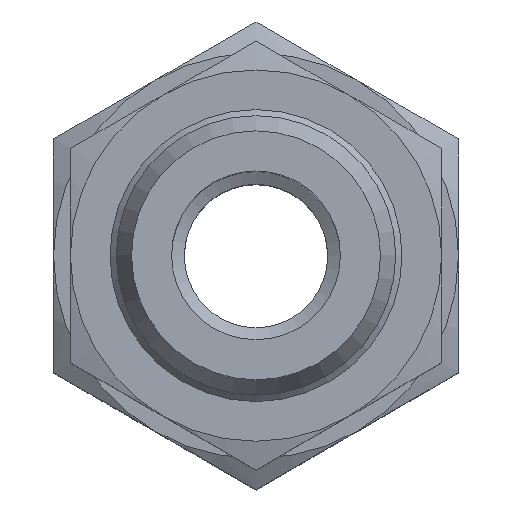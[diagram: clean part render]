
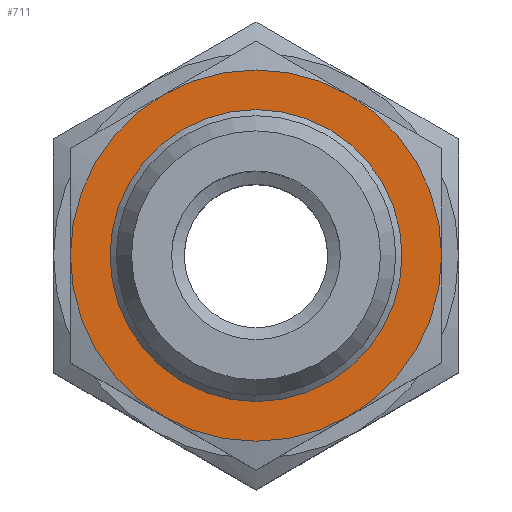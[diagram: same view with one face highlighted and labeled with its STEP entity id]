
A CAD part, top view. The second image highlights one B-rep face of the part: STEP entity #711.
In plain terms, the highlighted planar face has unit normal (0, 0, 1).
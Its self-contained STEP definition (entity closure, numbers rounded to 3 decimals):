
#60=PLANE('',#803);
#154=FACE_BOUND('',#280,.T.);
#206=FACE_OUTER_BOUND('',#279,.T.);
#279=EDGE_LOOP('',(#650,#651,#652,#653,#654,#655));
#280=EDGE_LOOP('',(#656));
#301=CIRCLE('',#749,8.65);
#313=CIRCLE('',#792,11.);
#314=CIRCLE('',#794,11.);
#315=CIRCLE('',#796,11.);
#316=CIRCLE('',#798,11.);
#317=CIRCLE('',#800,11.);
#318=CIRCLE('',#802,11.);
#347=VERTEX_POINT('',#1086);
#370=VERTEX_POINT('',#1219);
#373=VERTEX_POINT('',#1231);
#374=VERTEX_POINT('',#1239);
#376=VERTEX_POINT('',#1249);
#378=VERTEX_POINT('',#1259);
#380=VERTEX_POINT('',#1269);
#409=EDGE_CURVE('',#347,#347,#301,.T.);
#467=EDGE_CURVE('',#370,#374,#313,.T.);
#468=EDGE_CURVE('',#373,#370,#314,.T.);
#469=EDGE_CURVE('',#380,#373,#315,.T.);
#470=EDGE_CURVE('',#374,#376,#316,.T.);
#471=EDGE_CURVE('',#376,#378,#317,.T.);
#472=EDGE_CURVE('',#378,#380,#318,.T.);
#650=ORIENTED_EDGE('',*,*,#469,.F.);
#651=ORIENTED_EDGE('',*,*,#472,.F.);
#652=ORIENTED_EDGE('',*,*,#471,.F.);
#653=ORIENTED_EDGE('',*,*,#470,.F.);
#654=ORIENTED_EDGE('',*,*,#467,.F.);
#655=ORIENTED_EDGE('',*,*,#468,.F.);
#656=ORIENTED_EDGE('',*,*,#409,.F.);
#711=ADVANCED_FACE('',(#206,#154),#60,.F.);
#749=AXIS2_PLACEMENT_3D('',#1087,#876,#877);
#792=AXIS2_PLACEMENT_3D('',#1277,#974,#975);
#794=AXIS2_PLACEMENT_3D('',#1279,#978,#979);
#796=AXIS2_PLACEMENT_3D('',#1281,#982,#983);
#798=AXIS2_PLACEMENT_3D('',#1283,#986,#987);
#800=AXIS2_PLACEMENT_3D('',#1285,#990,#991);
#802=AXIS2_PLACEMENT_3D('',#1287,#994,#995);
#803=AXIS2_PLACEMENT_3D('',#1288,#996,#997);
#876=DIRECTION('center_axis',(0.,0.,1.));
#877=DIRECTION('ref_axis',(-1.,0.,0.));
#974=DIRECTION('center_axis',(0.,0.,-1.));
#975=DIRECTION('ref_axis',(-1.,0.,0.));
#978=DIRECTION('center_axis',(0.,0.,-1.));
#979=DIRECTION('ref_axis',(-1.,0.,0.));
#982=DIRECTION('center_axis',(0.,0.,-1.));
#983=DIRECTION('ref_axis',(-1.,0.,0.));
#986=DIRECTION('center_axis',(0.,0.,-1.));
#987=DIRECTION('ref_axis',(-1.,0.,0.));
#990=DIRECTION('center_axis',(0.,0.,-1.));
#991=DIRECTION('ref_axis',(-1.,0.,0.));
#994=DIRECTION('center_axis',(0.,0.,-1.));
#995=DIRECTION('ref_axis',(-1.,0.,0.));
#996=DIRECTION('center_axis',(0.,0.,-1.));
#997=DIRECTION('ref_axis',(-1.,0.,0.));
#1086=CARTESIAN_POINT('',(-8.65,0.,-9.));
#1087=CARTESIAN_POINT('Origin',(0.,0.,-9.));
#1219=CARTESIAN_POINT('',(11.,0.,-9.));
#1231=CARTESIAN_POINT('',(5.5,9.526,-9.));
#1239=CARTESIAN_POINT('',(5.5,-9.526,-9.));
#1249=CARTESIAN_POINT('',(-5.5,-9.526,-9.));
#1259=CARTESIAN_POINT('',(-11.,0.,-9.));
#1269=CARTESIAN_POINT('',(-5.5,9.526,-9.));
#1277=CARTESIAN_POINT('Origin',(0.,0.,-9.));
#1279=CARTESIAN_POINT('Origin',(0.,0.,-9.));
#1281=CARTESIAN_POINT('Origin',(0.,0.,-9.));
#1283=CARTESIAN_POINT('Origin',(0.,0.,-9.));
#1285=CARTESIAN_POINT('Origin',(0.,0.,-9.));
#1287=CARTESIAN_POINT('Origin',(0.,0.,-9.));
#1288=CARTESIAN_POINT('Origin',(0.,8.65,-9.));
